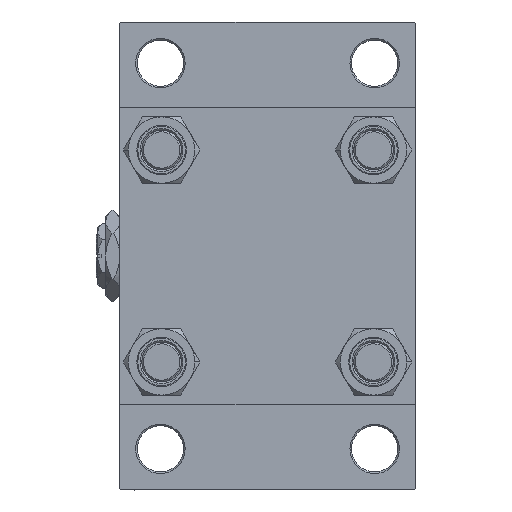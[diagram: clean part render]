
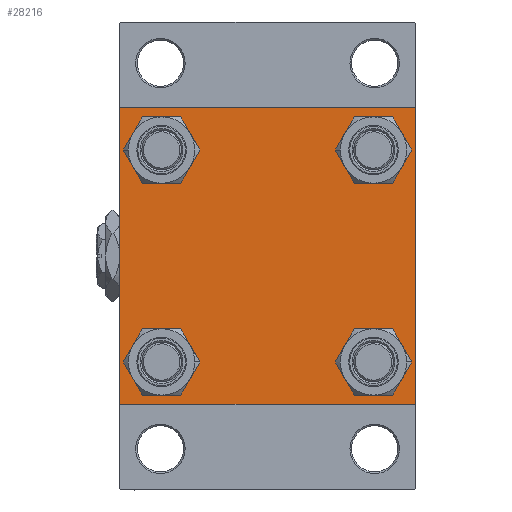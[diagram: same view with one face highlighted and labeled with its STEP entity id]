
A CAD part, left-side view. The second image highlights one B-rep face of the part: STEP entity #28216.
In plain terms, the highlighted planar face has unit normal (-1, 0, 0).
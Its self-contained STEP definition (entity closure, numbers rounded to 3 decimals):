
#471 = EDGE_LOOP ( 'NONE', ( #7228, #45834 ) ) ;
#494 = AXIS2_PLACEMENT_3D ( 'NONE', #5035, #12279, #20773 ) ;
#510 = CARTESIAN_POINT ( 'NONE',  ( 0., -44.5, 45. ) ) ;
#1203 = DIRECTION ( 'NONE',  ( 1., 0., 0. ) ) ;
#1721 = CARTESIAN_POINT ( 'NONE',  ( 0., 45., -45. ) ) ;
#1971 = DIRECTION ( 'NONE',  ( 0., 0., 1. ) ) ;
#2225 = CARTESIAN_POINT ( 'NONE',  ( 0., -32.15, 32.15 ) ) ;
#2687 = CARTESIAN_POINT ( 'NONE',  ( 0., -32.15, 38.65 ) ) ;
#2854 = ORIENTED_EDGE ( 'NONE', *, *, #25557, .T. ) ;
#3411 = EDGE_CURVE ( 'NONE', #9434, #38697, #19236, .T. ) ;
#4020 = CIRCLE ( 'NONE', #24634, 6.5 ) ;
#4492 = CARTESIAN_POINT ( 'NONE',  ( 0., 32.15, -32.15 ) ) ;
#5035 = CARTESIAN_POINT ( 'NONE',  ( 0., 32.15, -32.15 ) ) ;
#6112 = CARTESIAN_POINT ( 'NONE',  ( 0., 32.15, -38.65 ) ) ;
#6198 = AXIS2_PLACEMENT_3D ( 'NONE', #2225, #1203, #1971 ) ;
#6868 = VERTEX_POINT ( 'NONE', #12369 ) ;
#6888 = DIRECTION ( 'NONE',  ( 1., 0., 0. ) ) ;
#7042 = VECTOR ( 'NONE', #18508, 1000. ) ;
#7228 = ORIENTED_EDGE ( 'NONE', *, *, #19127, .T. ) ;
#7280 = EDGE_CURVE ( 'NONE', #44077, #21681, #34202, .T. ) ;
#7404 = ORIENTED_EDGE ( 'NONE', *, *, #28268, .T. ) ;
#7740 = VECTOR ( 'NONE', #22062, 1000. ) ;
#7837 = CIRCLE ( 'NONE', #25111, 6.5 ) ;
#8268 = CARTESIAN_POINT ( 'NONE',  ( 0., 44.75, 44.75 ) ) ;
#8356 = CARTESIAN_POINT ( 'NONE',  ( 0., 0., 0. ) ) ;
#8492 = EDGE_LOOP ( 'NONE', ( #7404, #42789 ) ) ;
#8505 = DIRECTION ( 'NONE',  ( 1., 0., 0. ) ) ;
#8621 = FACE_BOUND ( 'NONE', #20685, .T. ) ;
#8699 = DIRECTION ( 'NONE',  ( 0., 0.707, 0.707 ) ) ;
#8788 = LINE ( 'NONE', #8268, #20690 ) ;
#8815 = CARTESIAN_POINT ( 'NONE',  ( 0., 45., 45. ) ) ;
#9138 = VERTEX_POINT ( 'NONE', #14613 ) ;
#9434 = VERTEX_POINT ( 'NONE', #24749 ) ;
#9833 = AXIS2_PLACEMENT_3D ( 'NONE', #35908, #50853, #31264 ) ;
#10004 = CIRCLE ( 'NONE', #40418, 6.5 ) ;
#10781 = ORIENTED_EDGE ( 'NONE', *, *, #41868, .T. ) ;
#11406 = EDGE_CURVE ( 'NONE', #28010, #22485, #47411, .T. ) ;
#12279 = DIRECTION ( 'NONE',  ( 1., 0., 0. ) ) ;
#12369 = CARTESIAN_POINT ( 'NONE',  ( 0., -45., -44.5 ) ) ;
#12388 = CARTESIAN_POINT ( 'NONE',  ( 0., 32.15, 32.15 ) ) ;
#13461 = DIRECTION ( 'NONE',  ( 0., -0.707, 0.707 ) ) ;
#14234 = LINE ( 'NONE', #28233, #36424 ) ;
#14613 = CARTESIAN_POINT ( 'NONE',  ( 0., -44.5, -45. ) ) ;
#15225 = ORIENTED_EDGE ( 'NONE', *, *, #15607, .T. ) ;
#15607 = EDGE_CURVE ( 'NONE', #15869, #41761, #36385, .T. ) ;
#15853 = FACE_BOUND ( 'NONE', #8492, .T. ) ;
#15869 = VERTEX_POINT ( 'NONE', #31184 ) ;
#15961 = AXIS2_PLACEMENT_3D ( 'NONE', #35648, #20202, #20710 ) ;
#16115 = DIRECTION ( 'NONE',  ( -1., 0., 0. ) ) ;
#16194 = CARTESIAN_POINT ( 'NONE',  ( 0., 44.5, -45. ) ) ;
#16620 = DIRECTION ( 'NONE',  ( 0., 0., 1. ) ) ;
#17050 = CARTESIAN_POINT ( 'NONE',  ( 0., 32.15, -25.65 ) ) ;
#17173 = ORIENTED_EDGE ( 'NONE', *, *, #29915, .T. ) ;
#18508 = DIRECTION ( 'NONE',  ( 0., -0.707, -0.707 ) ) ;
#18535 = CARTESIAN_POINT ( 'NONE',  ( 0., 32.15, 38.65 ) ) ;
#18997 = VECTOR ( 'NONE', #40581, 1000. ) ;
#19127 = EDGE_CURVE ( 'NONE', #38697, #9434, #4020, .T. ) ;
#19236 = CIRCLE ( 'NONE', #15961, 6.5 ) ;
#20202 = DIRECTION ( 'NONE',  ( 1., 0., 0. ) ) ;
#20515 = LINE ( 'NONE', #44203, #18997 ) ;
#20685 = EDGE_LOOP ( 'NONE', ( #46079, #35171 ) ) ;
#20690 = VECTOR ( 'NONE', #24510, 1000. ) ;
#20710 = DIRECTION ( 'NONE',  ( 0., 0., 1. ) ) ;
#20773 = DIRECTION ( 'NONE',  ( 0., 0., 1. ) ) ;
#20842 = EDGE_CURVE ( 'NONE', #37820, #32745, #47698, .T. ) ;
#21001 = FACE_BOUND ( 'NONE', #47855, .T. ) ;
#21681 = VERTEX_POINT ( 'NONE', #2687 ) ;
#21884 = DIRECTION ( 'NONE',  ( 0., 0., 1. ) ) ;
#22062 = DIRECTION ( 'NONE',  ( 0., -1., 0. ) ) ;
#22109 = CARTESIAN_POINT ( 'NONE',  ( 0., 44.75, -44.75 ) ) ;
#22222 = AXIS2_PLACEMENT_3D ( 'NONE', #25745, #34498, #21884 ) ;
#22485 = VERTEX_POINT ( 'NONE', #17050 ) ;
#22612 = DIRECTION ( 'NONE',  ( 0., 0., 1. ) ) ;
#23121 = ORIENTED_EDGE ( 'NONE', *, *, #26987, .F. ) ;
#23455 = EDGE_LOOP ( 'NONE', ( #15225, #10781, #48703, #17173, #23121, #32434, #48163, #27769 ) ) ;
#24510 = DIRECTION ( 'NONE',  ( 0., 0.707, -0.707 ) ) ;
#24605 = DIRECTION ( 'NONE',  ( 0., 0., 1. ) ) ;
#24634 = AXIS2_PLACEMENT_3D ( 'NONE', #12388, #8505, #27843 ) ;
#24749 = CARTESIAN_POINT ( 'NONE',  ( 0., 32.15, 25.65 ) ) ;
#24784 = DIRECTION ( 'NONE',  ( 0., 0., -1. ) ) ;
#24854 = VERTEX_POINT ( 'NONE', #37831 ) ;
#24855 = CARTESIAN_POINT ( 'NONE',  ( 0., -32.15, -38.65 ) ) ;
#24921 = VERTEX_POINT ( 'NONE', #27496 ) ;
#25111 = AXIS2_PLACEMENT_3D ( 'NONE', #34723, #6888, #22612 ) ;
#25310 = VERTEX_POINT ( 'NONE', #510 ) ;
#25557 = EDGE_CURVE ( 'NONE', #21681, #44077, #40311, .T. ) ;
#25673 = VERTEX_POINT ( 'NONE', #16194 ) ;
#25745 = CARTESIAN_POINT ( 'NONE',  ( 0., -32.15, 32.15 ) ) ;
#26987 = EDGE_CURVE ( 'NONE', #24854, #6868, #20515, .T. ) ;
#27305 = CARTESIAN_POINT ( 'NONE',  ( 0., 45., -44.5 ) ) ;
#27496 = CARTESIAN_POINT ( 'NONE',  ( 0., 44.5, 45. ) ) ;
#27631 = EDGE_CURVE ( 'NONE', #24921, #15869, #8788, .T. ) ;
#27769 = ORIENTED_EDGE ( 'NONE', *, *, #27631, .T. ) ;
#27843 = DIRECTION ( 'NONE',  ( 0., 0., 1. ) ) ;
#28010 = VERTEX_POINT ( 'NONE', #6112 ) ;
#28216 = ADVANCED_FACE ( 'NONE', ( #21001, #8621, #15853, #40562, #43667 ), #36719, .T. ) ;
#28233 = CARTESIAN_POINT ( 'NONE',  ( 0., 45., 45. ) ) ;
#28268 = EDGE_CURVE ( 'NONE', #22485, #28010, #10004, .T. ) ;
#28924 = LINE ( 'NONE', #48768, #36388 ) ;
#29915 = EDGE_CURVE ( 'NONE', #9138, #6868, #28924, .T. ) ;
#31184 = CARTESIAN_POINT ( 'NONE',  ( 0., 45., 44.5 ) ) ;
#31264 = DIRECTION ( 'NONE',  ( 0., 0., 1. ) ) ;
#32434 = ORIENTED_EDGE ( 'NONE', *, *, #45570, .T. ) ;
#32745 = VERTEX_POINT ( 'NONE', #36498 ) ;
#34202 = CIRCLE ( 'NONE', #6198, 6.5 ) ;
#34498 = DIRECTION ( 'NONE',  ( 1., 0., 0. ) ) ;
#34723 = CARTESIAN_POINT ( 'NONE',  ( 0., -32.15, -32.15 ) ) ;
#35171 = ORIENTED_EDGE ( 'NONE', *, *, #20842, .T. ) ;
#35187 = VECTOR ( 'NONE', #24784, 1000. ) ;
#35329 = EDGE_CURVE ( 'NONE', #24921, #25310, #14234, .T. ) ;
#35648 = CARTESIAN_POINT ( 'NONE',  ( 0., 32.15, 32.15 ) ) ;
#35908 = CARTESIAN_POINT ( 'NONE',  ( 0., -32.15, -32.15 ) ) ;
#36017 = VECTOR ( 'NONE', #8699, 1000. ) ;
#36385 = LINE ( 'NONE', #8815, #35187 ) ;
#36388 = VECTOR ( 'NONE', #13461, 1000. ) ;
#36424 = VECTOR ( 'NONE', #40082, 1000. ) ;
#36454 = DIRECTION ( 'NONE',  ( 1., 0., 0. ) ) ;
#36498 = CARTESIAN_POINT ( 'NONE',  ( 0., -32.15, -25.65 ) ) ;
#36531 = CARTESIAN_POINT ( 'NONE',  ( 0., -44.75, 44.75 ) ) ;
#36719 = PLANE ( 'NONE',  #37131 ) ;
#36796 = LINE ( 'NONE', #36531, #36017 ) ;
#37131 = AXIS2_PLACEMENT_3D ( 'NONE', #8356, #16115, #24605 ) ;
#37616 = EDGE_CURVE ( 'NONE', #25673, #9138, #46032, .T. ) ;
#37820 = VERTEX_POINT ( 'NONE', #24855 ) ;
#37831 = CARTESIAN_POINT ( 'NONE',  ( 0., -45., 44.5 ) ) ;
#38697 = VERTEX_POINT ( 'NONE', #18535 ) ;
#40082 = DIRECTION ( 'NONE',  ( 0., -1., 0. ) ) ;
#40311 = CIRCLE ( 'NONE', #22222, 6.5 ) ;
#40418 = AXIS2_PLACEMENT_3D ( 'NONE', #4492, #36454, #16620 ) ;
#40562 = FACE_BOUND ( 'NONE', #471, .T. ) ;
#40581 = DIRECTION ( 'NONE',  ( 0., 0., -1. ) ) ;
#41656 = CARTESIAN_POINT ( 'NONE',  ( 0., -32.15, 25.65 ) ) ;
#41761 = VERTEX_POINT ( 'NONE', #27305 ) ;
#41868 = EDGE_CURVE ( 'NONE', #41761, #25673, #50196, .T. ) ;
#42789 = ORIENTED_EDGE ( 'NONE', *, *, #11406, .T. ) ;
#43667 = FACE_OUTER_BOUND ( 'NONE', #23455, .T. ) ;
#44077 = VERTEX_POINT ( 'NONE', #41656 ) ;
#44203 = CARTESIAN_POINT ( 'NONE',  ( 0., -45., 45. ) ) ;
#45570 = EDGE_CURVE ( 'NONE', #24854, #25310, #36796, .T. ) ;
#45742 = ORIENTED_EDGE ( 'NONE', *, *, #7280, .T. ) ;
#45834 = ORIENTED_EDGE ( 'NONE', *, *, #3411, .T. ) ;
#46032 = LINE ( 'NONE', #1721, #7740 ) ;
#46079 = ORIENTED_EDGE ( 'NONE', *, *, #49079, .T. ) ;
#47411 = CIRCLE ( 'NONE', #494, 6.5 ) ;
#47698 = CIRCLE ( 'NONE', #9833, 6.5 ) ;
#47855 = EDGE_LOOP ( 'NONE', ( #2854, #45742 ) ) ;
#48163 = ORIENTED_EDGE ( 'NONE', *, *, #35329, .F. ) ;
#48703 = ORIENTED_EDGE ( 'NONE', *, *, #37616, .T. ) ;
#48768 = CARTESIAN_POINT ( 'NONE',  ( 0., -44.75, -44.75 ) ) ;
#49079 = EDGE_CURVE ( 'NONE', #32745, #37820, #7837, .T. ) ;
#50196 = LINE ( 'NONE', #22109, #7042 ) ;
#50853 = DIRECTION ( 'NONE',  ( 1., 0., 0. ) ) ;
